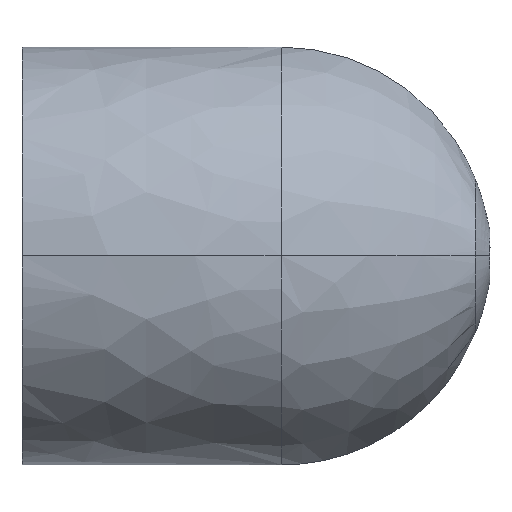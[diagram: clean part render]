
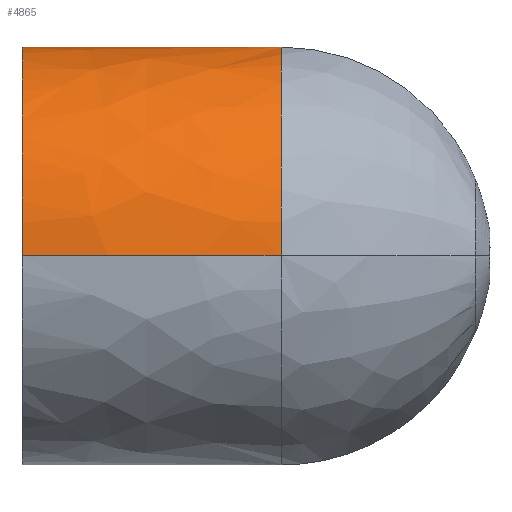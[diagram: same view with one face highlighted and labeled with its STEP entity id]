
A CAD part, top view. The second image highlights one B-rep face of the part: STEP entity #4865.
In plain terms, the highlighted free-form (B-spline) face has degree [3, 3] with [8, 5] control points.
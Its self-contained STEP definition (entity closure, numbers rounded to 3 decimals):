
#156=CARTESIAN_POINT('',(0.,0.,
12.5));
#157=CARTESIAN_POINT('',(0.,1.309,12.5));
#158=CARTESIAN_POINT('',(0.,3.927,12.085));
#159=CARTESIAN_POINT('',(0.,7.469,10.28));
#160=CARTESIAN_POINT('',(0.,10.28,7.469));
#161=CARTESIAN_POINT('',(0.,12.085,3.927));
#162=CARTESIAN_POINT('',(0.,12.5,1.309));
#163=CARTESIAN_POINT('',(0.,12.5,0.));
#228=CARTESIAN_POINT('',(15.5,12.5,0.));
#400=CARTESIAN_POINT('',(15.5,0.,
10.36));
#459=CARTESIAN_POINT('',(0.,0.,
12.5));
#460=CARTESIAN_POINT('',(2.48,0.,
12.593));
#461=CARTESIAN_POINT('',(7.647,0.,12.362));
#462=CARTESIAN_POINT('',(12.813,0.,
11.226));
#463=CARTESIAN_POINT('',(15.5,0.,
10.36));
#468=CARTESIAN_POINT('',(15.5,0.,
10.36));
#469=CARTESIAN_POINT('',(15.5,1.174,10.36));
#470=CARTESIAN_POINT('',(15.5,3.521,10.033));
#471=CARTESIAN_POINT('',(15.5,6.775,8.599));
#472=CARTESIAN_POINT('',(15.5,9.512,6.33));
#473=CARTESIAN_POINT('',(15.5,11.525,3.399));
#474=CARTESIAN_POINT('',(15.5,12.282,1.153));
#475=CARTESIAN_POINT('',(15.5,12.5,0.));
#480=CARTESIAN_POINT('',(15.5,12.5,0.));
#481=CARTESIAN_POINT('',(12.813,12.5,0.));
#482=CARTESIAN_POINT('',(7.647,12.5,0.));
#483=CARTESIAN_POINT('',(2.48,12.5,0.));
#484=CARTESIAN_POINT('',(0.,12.5,0.));
#3521=CARTESIAN_POINT('',(0.,12.5,0.));
#3523=VERTEX_POINT('',#3521);
#3525=VERTEX_POINT('',#156);
#3530=VERTEX_POINT('',#228);
#3554=VERTEX_POINT('',#400);
#4817=CARTESIAN_POINT('',(-0.155,-0.196,
12.492));
#4818=CARTESIAN_POINT('',(2.377,-0.197,
12.596));
#4819=CARTESIAN_POINT('',(7.645,-0.195,
12.369));
#4820=CARTESIAN_POINT('',(12.913,-0.184,
11.203));
#4821=CARTESIAN_POINT('',(15.65,-0.176,
10.31));
#4822=CARTESIAN_POINT('',(-0.155,1.178,
12.514));
#4823=CARTESIAN_POINT('',(2.377,1.184,12.618));
#4824=CARTESIAN_POINT('',(7.645,1.17,12.391));
#4825=CARTESIAN_POINT('',(12.913,1.101,11.222));
#4826=CARTESIAN_POINT('',(15.65,1.054,10.327));
#4827=CARTESIAN_POINT('',(-0.155,3.867,
12.11));
#4828=CARTESIAN_POINT('',(2.377,3.887,12.209));
#4829=CARTESIAN_POINT('',(7.645,3.842,11.992));
#4830=CARTESIAN_POINT('',(12.913,3.615,10.871));
#4831=CARTESIAN_POINT('',(15.65,3.459,10.01));
#4832=CARTESIAN_POINT('',(-0.155,7.467,
10.276));
#4833=CARTESIAN_POINT('',(2.377,7.503,10.356));
#4834=CARTESIAN_POINT('',(7.645,7.424,10.181));
#4835=CARTESIAN_POINT('',(12.913,7.033,9.269));
#4836=CARTESIAN_POINT('',(15.65,6.76,8.56));
#4837=CARTESIAN_POINT('',(-0.155,10.278,
7.466));
#4838=CARTESIAN_POINT('',(2.377,10.317,7.52));
#4839=CARTESIAN_POINT('',(7.645,10.231,7.403));
#4840=CARTESIAN_POINT('',(12.913,9.799,6.792));
#4841=CARTESIAN_POINT('',(15.65,9.495,6.304));
#4842=CARTESIAN_POINT('',(-0.155,12.114,
3.866));
#4843=CARTESIAN_POINT('',(2.377,12.142,3.89));
#4844=CARTESIAN_POINT('',(7.645,12.08,3.839));
#4845=CARTESIAN_POINT('',(12.913,11.769,3.567));
#4846=CARTESIAN_POINT('',(15.65,11.547,3.338));
#4847=CARTESIAN_POINT('',(-0.155,12.52,
1.178));
#4848=CARTESIAN_POINT('',(2.377,12.53,1.184));
#4849=CARTESIAN_POINT('',(7.645,12.508,1.171));
#4850=CARTESIAN_POINT('',(12.913,12.396,1.1));
#4851=CARTESIAN_POINT('',(15.65,12.315,1.038));
#4852=CARTESIAN_POINT('',(-0.155,12.499,
-0.196));
#4853=CARTESIAN_POINT('',(2.377,12.497,
-0.197));
#4854=CARTESIAN_POINT('',(7.645,12.501,
-0.195));
#4855=CARTESIAN_POINT('',(12.913,12.519,
-0.183));
#4856=CARTESIAN_POINT('',(15.65,12.532,
-0.173));
#4857=B_SPLINE_SURFACE_WITH_KNOTS('',3,3,((#4817,#4818,#4819,#4820,#4821),
(#4822,#4823,#4824,#4825,#4826),(#4827,#4828,#4829,#4830,#4831),(#4832,#4833,
#4834,#4835,#4836),(#4837,#4838,#4839,#4840,#4841),(#4842,#4843,#4844,#4845,
#4846),(#4847,#4848,#4849,#4850,#4851),(#4852,#4853,#4854,#4855,#4856)),
.UNSPECIFIED.,.F.,.F.,.F.,(4,1,1,1,1,4),(4,1,4),(-0.01,0.2,0.4,
0.6,0.8,1.01),(-0.01,0.48,1.01),
.UNSPECIFIED.);
#4859=ORIENTED_EDGE('',*,*,#4858,.T.);
#4860=ORIENTED_EDGE('',*,*,#4572,.T.);
#4861=ORIENTED_EDGE('',*,*,#4012,.T.);
#4862=ORIENTED_EDGE('',*,*,#3980,.F.);
#4863=EDGE_LOOP('',(#4859,#4860,#4861,#4862));
#4864=FACE_OUTER_BOUND('',#4863,.F.);
#164=B_SPLINE_CURVE_WITH_KNOTS('',3,(#156,#157,#158,#159,#160,#161,#162,#163),
.UNSPECIFIED.,.F.,.F.,(4,1,1,1,1,4),(0.,0.2,0.4,
0.6,0.8,1.),.UNSPECIFIED.);
#464=B_SPLINE_CURVE_WITH_KNOTS('',3,(#459,#460,#461,#462,#463),.UNSPECIFIED.,
.F.,.F.,(4,1,4),(0.,0.48,1.),.UNSPECIFIED.);
#476=B_SPLINE_CURVE_WITH_KNOTS('',3,(#468,#469,#470,#471,#472,#473,#474,#475),
.UNSPECIFIED.,.F.,.F.,(4,1,1,1,1,4),(0.,0.2,0.4,
0.6,0.8,1.),.UNSPECIFIED.);
#485=B_SPLINE_CURVE_WITH_KNOTS('',3,(#480,#481,#482,#483,#484),.UNSPECIFIED.,
.F.,.F.,(4,1,4),(0.,0.52,1.),.UNSPECIFIED.);
#3980=EDGE_CURVE('',#3525,#3523,#164,.T.);
#4012=EDGE_CURVE('',#3530,#3523,#485,.T.);
#4572=EDGE_CURVE('',#3554,#3530,#476,.T.);
#4858=EDGE_CURVE('',#3525,#3554,#464,.T.);
#4865=ADVANCED_FACE('',(#4864),#4857,.T.);
